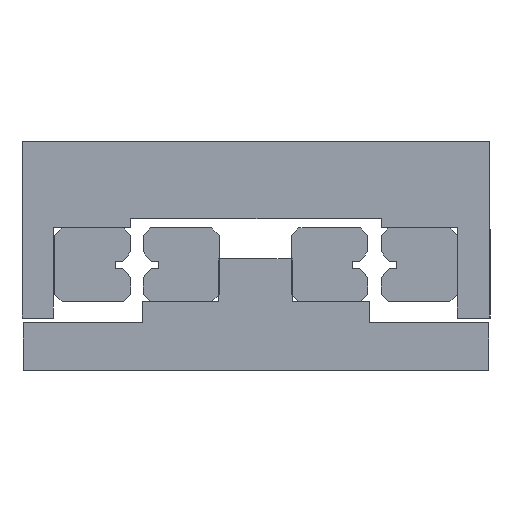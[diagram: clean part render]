
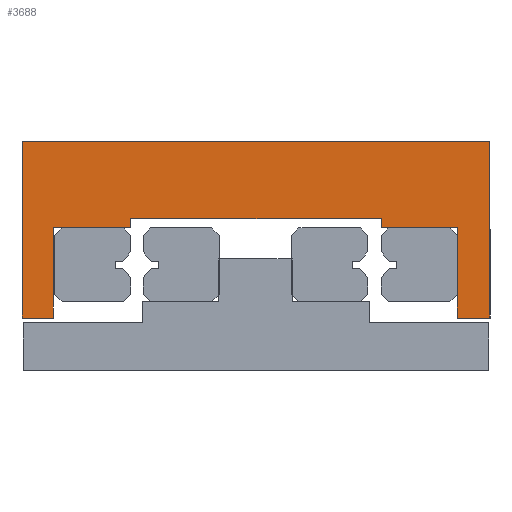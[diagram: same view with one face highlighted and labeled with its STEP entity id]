
A CAD part, front view. The second image highlights one B-rep face of the part: STEP entity #3688.
In plain terms, the highlighted face is planar.
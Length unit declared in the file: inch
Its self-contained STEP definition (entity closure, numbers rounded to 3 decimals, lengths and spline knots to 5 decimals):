
#3536=CARTESIAN_POINT('',(0.63989,-1.08215,-0.88718));
#3537=VERTEX_POINT('',#3536);
#3544=CARTESIAN_POINT('',(0.63989,-0.01843,-0.88718));
#3545=VERTEX_POINT('',#3544);
#3546=CARTESIAN_POINT('',(0.63989,-1.08215,-0.88718));
#3547=DIRECTION('',(0.0,1.0,0.0));
#3548=VECTOR('',#3547,1.06372);
#3549=LINE('',#3546,#3548);
#3550=EDGE_CURVE('',#3537,#3545,#3549,.T.);
#3594=CARTESIAN_POINT('',(0.27269,-1.64383,-0.88718));
#3595=DIRECTION('',(0.0,0.0,1.0));
#3596=DIRECTION('',(1.0,0.0,0.0));
#3597=AXIS2_PLACEMENT_3D('',#3594,#3595,#3596);
#3598=PLANE('',#3597);
#3599=ORIENTED_EDGE('',*,*,#3550,.F.);
#3600=CARTESIAN_POINT('',(0.67966,-1.08215,-0.88718));
#3601=VERTEX_POINT('',#3600);
#3602=CARTESIAN_POINT('',(0.67966,-1.08215,-0.88718));
#3603=DIRECTION('',(-1.0,0.0,0.0));
#3604=VECTOR('',#3603,0.03977);
#3605=LINE('',#3602,#3604);
#3606=EDGE_CURVE('',#3601,#3537,#3605,.T.);
#3607=ORIENTED_EDGE('',*,*,#3606,.F.);
#3608=CARTESIAN_POINT('',(0.67966,-1.40615,-0.88718));
#3609=VERTEX_POINT('',#3608);
#3610=CARTESIAN_POINT('',(0.67966,-1.40615,-0.88718));
#3611=DIRECTION('',(0.0,1.0,0.0));
#3612=VECTOR('',#3611,0.324);
#3613=LINE('',#3610,#3612);
#3614=EDGE_CURVE('',#3609,#3601,#3613,.T.);
#3615=ORIENTED_EDGE('',*,*,#3614,.F.);
#3616=CARTESIAN_POINT('',(1.0624,-1.40615,-0.88718));
#3617=VERTEX_POINT('',#3616);
#3618=CARTESIAN_POINT('',(1.0624,-1.40615,-0.88718));
#3619=DIRECTION('',(-1.0,0.0,0.0));
#3620=VECTOR('',#3619,0.38274);
#3621=LINE('',#3618,#3620);
#3622=EDGE_CURVE('',#3617,#3609,#3621,.T.);
#3623=ORIENTED_EDGE('',*,*,#3622,.F.);
#3624=CARTESIAN_POINT('',(1.0624,-1.54442,-0.88718));
#3625=VERTEX_POINT('',#3624);
#3626=CARTESIAN_POINT('',(1.0624,-1.54442,-0.88718));
#3627=DIRECTION('',(0.0,1.0,0.0));
#3628=VECTOR('',#3627,0.13827);
#3629=LINE('',#3626,#3628);
#3630=EDGE_CURVE('',#3625,#3617,#3629,.T.);
#3631=ORIENTED_EDGE('',*,*,#3630,.F.);
#3632=CARTESIAN_POINT('',(0.31183,-1.54442,-0.88718));
#3633=VERTEX_POINT('',#3632);
#3634=CARTESIAN_POINT('',(0.31183,-1.54442,-0.88718));
#3635=DIRECTION('',(1.0,0.0,0.0));
#3636=VECTOR('',#3635,0.75057);
#3637=LINE('',#3634,#3636);
#3638=EDGE_CURVE('',#3633,#3625,#3637,.T.);
#3639=ORIENTED_EDGE('',*,*,#3638,.F.);
#3640=CARTESIAN_POINT('',(0.31183,0.44384,-0.88718));
#3641=VERTEX_POINT('',#3640);
#3642=CARTESIAN_POINT('',(0.31183,0.44384,-0.88718));
#3643=DIRECTION('',(0.0,-1.0,0.0));
#3644=VECTOR('',#3643,1.98826);
#3645=LINE('',#3642,#3644);
#3646=EDGE_CURVE('',#3641,#3633,#3645,.T.);
#3647=ORIENTED_EDGE('',*,*,#3646,.F.);
#3648=CARTESIAN_POINT('',(1.0624,0.44384,-0.88718));
#3649=VERTEX_POINT('',#3648);
#3650=CARTESIAN_POINT('',(1.0624,0.44384,-0.88718));
#3651=DIRECTION('',(-1.0,0.0,0.0));
#3652=VECTOR('',#3651,0.75057);
#3653=LINE('',#3650,#3652);
#3654=EDGE_CURVE('',#3649,#3641,#3653,.T.);
#3655=ORIENTED_EDGE('',*,*,#3654,.F.);
#3656=CARTESIAN_POINT('',(1.0624,0.31071,-0.88718));
#3657=VERTEX_POINT('',#3656);
#3658=CARTESIAN_POINT('',(1.0624,0.31071,-0.88718));
#3659=DIRECTION('',(0.0,1.0,0.0));
#3660=VECTOR('',#3659,0.13313);
#3661=LINE('',#3658,#3660);
#3662=EDGE_CURVE('',#3657,#3649,#3661,.T.);
#3663=ORIENTED_EDGE('',*,*,#3662,.F.);
#3664=CARTESIAN_POINT('',(0.67966,0.31071,-0.88718));
#3665=VERTEX_POINT('',#3664);
#3666=CARTESIAN_POINT('',(0.67966,0.31071,-0.88718));
#3667=DIRECTION('',(1.0,0.0,0.0));
#3668=VECTOR('',#3667,0.38274);
#3669=LINE('',#3666,#3668);
#3670=EDGE_CURVE('',#3665,#3657,#3669,.T.);
#3671=ORIENTED_EDGE('',*,*,#3670,.F.);
#3672=CARTESIAN_POINT('',(0.67966,-0.01843,-0.88718));
#3673=VERTEX_POINT('',#3672);
#3674=CARTESIAN_POINT('',(0.67966,-0.01843,-0.88718));
#3675=DIRECTION('',(0.0,1.0,0.0));
#3676=VECTOR('',#3675,0.32914);
#3677=LINE('',#3674,#3676);
#3678=EDGE_CURVE('',#3673,#3665,#3677,.T.);
#3679=ORIENTED_EDGE('',*,*,#3678,.F.);
#3680=CARTESIAN_POINT('',(0.63989,-0.01843,-0.88718));
#3681=DIRECTION('',(1.0,0.0,0.0));
#3682=VECTOR('',#3681,0.03977);
#3683=LINE('',#3680,#3682);
#3684=EDGE_CURVE('',#3545,#3673,#3683,.T.);
#3685=ORIENTED_EDGE('',*,*,#3684,.F.);
#3686=EDGE_LOOP('',(#3599,#3607,#3615,#3623,#3631,#3639,#3647,#3655,#3663,#3671,#3679,#3685));
#3687=FACE_OUTER_BOUND('',#3686,.T.);
#3688=ADVANCED_FACE('',(#3687),#3598,.F.);
